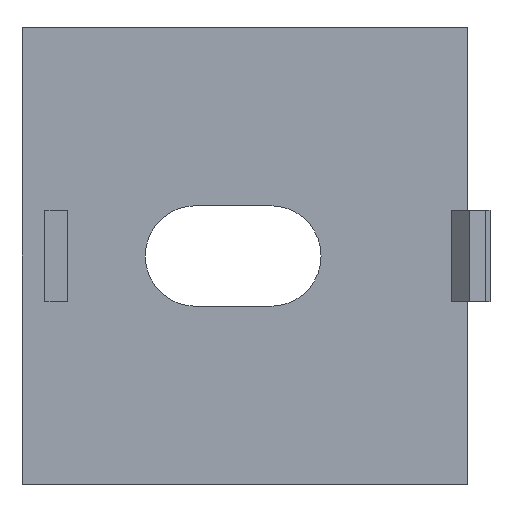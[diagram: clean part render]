
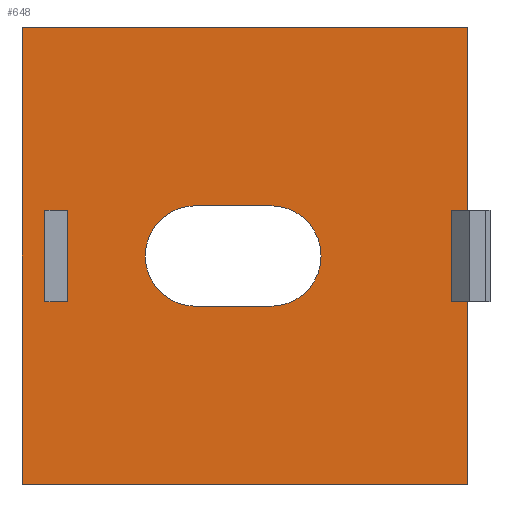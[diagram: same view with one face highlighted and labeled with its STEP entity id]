
A CAD part, left-side view. The second image highlights one B-rep face of the part: STEP entity #648.
In plain terms, the highlighted planar face has unit normal (-1, 0, 0).
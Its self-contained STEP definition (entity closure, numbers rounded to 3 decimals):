
#2 = DIRECTION ( 'NONE',  ( 0., 1., 0. ) ) ;
#21 = VECTOR ( 'NONE', #1062, 1000. ) ;
#47 = EDGE_LOOP ( 'NONE', ( #319, #903, #694, #520 ) ) ;
#50 = EDGE_CURVE ( 'NONE', #424, #392, #657, .T. ) ;
#61 = VERTEX_POINT ( 'NONE', #1079 ) ;
#73 = DIRECTION ( 'NONE',  ( 0., 0., -1. ) ) ;
#85 = AXIS2_PLACEMENT_3D ( 'NONE', #1156, #700, #525 ) ;
#86 = CARTESIAN_POINT ( 'NONE',  ( 0., 35., -16. ) ) ;
#87 = EDGE_CURVE ( 'NONE', #431, #759, #209, .T. ) ;
#94 = FACE_OUTER_BOUND ( 'NONE', #777, .T. ) ;
#99 = EDGE_CURVE ( 'NONE', #431, #413, #335, .T. ) ;
#105 = VECTOR ( 'NONE', #786, 1000. ) ;
#114 = VERTEX_POINT ( 'NONE', #690 ) ;
#128 = EDGE_CURVE ( 'NONE', #61, #653, #677, .T. ) ;
#138 = CARTESIAN_POINT ( 'NONE',  ( 0., 39., -37. ) ) ;
#141 = VECTOR ( 'NONE', #983, 1000. ) ;
#148 = VECTOR ( 'NONE', #340, 1000. ) ;
#163 = DIRECTION ( 'NONE',  ( 0., 0., 1. ) ) ;
#171 = VERTEX_POINT ( 'NONE', #788 ) ;
#185 = CARTESIAN_POINT ( 'NONE',  ( 0., 6., -16. ) ) ;
#191 = FACE_BOUND ( 'NONE', #47, .T. ) ;
#209 = LINE ( 'NONE', #606, #21 ) ;
#216 = EDGE_CURVE ( 'NONE', #1130, #424, #1139, .T. ) ;
#219 = CARTESIAN_POINT ( 'NONE',  ( 0., 23.8, -15.6 ) ) ;
#224 = CARTESIAN_POINT ( 'NONE',  ( 0., 17.2, -15.6 ) ) ;
#226 = CARTESIAN_POINT ( 'NONE',  ( 0., 37., -24. ) ) ;
#232 = VECTOR ( 'NONE', #2, 1000. ) ;
#251 = ORIENTED_EDGE ( 'NONE', *, *, #99, .T. ) ;
#263 = ORIENTED_EDGE ( 'NONE', *, *, #87, .F. ) ;
#267 = AXIS2_PLACEMENT_3D ( 'NONE', #588, #282, #549 ) ;
#268 = ORIENTED_EDGE ( 'NONE', *, *, #128, .F. ) ;
#275 = EDGE_LOOP ( 'NONE', ( #945, #600, #1080, #478, #1178 ) ) ;
#276 = DIRECTION ( 'NONE',  ( 1., 0., 0. ) ) ;
#279 = EDGE_CURVE ( 'NONE', #1162, #1059, #993, .T. ) ;
#282 = DIRECTION ( 'NONE',  ( 1., 0., 0. ) ) ;
#284 = VECTOR ( 'NONE', #707, 1000. ) ;
#303 = EDGE_CURVE ( 'NONE', #442, #61, #891, .T. ) ;
#319 = ORIENTED_EDGE ( 'NONE', *, *, #1093, .F. ) ;
#327 = LINE ( 'NONE', #138, #284 ) ;
#331 = VERTEX_POINT ( 'NONE', #624 ) ;
#335 = LINE ( 'NONE', #1160, #453 ) ;
#340 = DIRECTION ( 'NONE',  ( 0., 1., 0. ) ) ;
#346 = EDGE_CURVE ( 'NONE', #526, #171, #816, .T. ) ;
#353 = CARTESIAN_POINT ( 'NONE',  ( 0., 35., -24. ) ) ;
#392 = VERTEX_POINT ( 'NONE', #487 ) ;
#406 = EDGE_CURVE ( 'NONE', #1059, #882, #494, .T. ) ;
#413 = VERTEX_POINT ( 'NONE', #1047 ) ;
#416 = DIRECTION ( 'NONE',  ( 0., 1., 0. ) ) ;
#418 = DIRECTION ( 'NONE',  ( 0., 1., 0. ) ) ;
#424 = VERTEX_POINT ( 'NONE', #224 ) ;
#431 = VERTEX_POINT ( 'NONE', #769 ) ;
#432 = EDGE_CURVE ( 'NONE', #331, #114, #508, .T. ) ;
#439 = CARTESIAN_POINT ( 'NONE',  ( 0., 37., -16. ) ) ;
#442 = VERTEX_POINT ( 'NONE', #457 ) ;
#446 = LINE ( 'NONE', #1016, #548 ) ;
#452 = VECTOR ( 'NONE', #1015, 1000. ) ;
#453 = VECTOR ( 'NONE', #416, 1000. ) ;
#457 = CARTESIAN_POINT ( 'NONE',  ( 0., 0., -24. ) ) ;
#460 = PLANE ( 'NONE',  #1154 ) ;
#478 = ORIENTED_EDGE ( 'NONE', *, *, #432, .T. ) ;
#487 = CARTESIAN_POINT ( 'NONE',  ( 0., 17.2, -24.4 ) ) ;
#491 = VERTEX_POINT ( 'NONE', #439 ) ;
#494 = LINE ( 'NONE', #86, #452 ) ;
#501 = CARTESIAN_POINT ( 'NONE',  ( 0., 1.414, -24. ) ) ;
#505 = DIRECTION ( 'NONE',  ( 1., 0., 0. ) ) ;
#508 = CIRCLE ( 'NONE', #267, 4.4 ) ;
#520 = ORIENTED_EDGE ( 'NONE', *, *, #279, .F. ) ;
#525 = DIRECTION ( 'NONE',  ( 0., 1., 0. ) ) ;
#526 = VERTEX_POINT ( 'NONE', #501 ) ;
#529 = DIRECTION ( 'NONE',  ( 0., 0., -1. ) ) ;
#533 = VECTOR ( 'NONE', #1198, 1000. ) ;
#538 = DIRECTION ( 'NONE',  ( 0., 1., 0. ) ) ;
#548 = VECTOR ( 'NONE', #1119, 1000. ) ;
#549 = DIRECTION ( 'NONE',  ( 0., 1., 0. ) ) ;
#550 = EDGE_CURVE ( 'NONE', #392, #331, #806, .T. ) ;
#552 = FACE_BOUND ( 'NONE', #275, .T. ) ;
#577 = VECTOR ( 'NONE', #591, 1000. ) ;
#578 = ORIENTED_EDGE ( 'NONE', *, *, #303, .F. ) ;
#588 = CARTESIAN_POINT ( 'NONE',  ( 0., 23.8, -20. ) ) ;
#591 = DIRECTION ( 'NONE',  ( 0., -1., 0. ) ) ;
#600 = ORIENTED_EDGE ( 'NONE', *, *, #50, .T. ) ;
#606 = CARTESIAN_POINT ( 'NONE',  ( 0., 0., -37. ) ) ;
#608 = CARTESIAN_POINT ( 'NONE',  ( 0., 37., -16. ) ) ;
#617 = CARTESIAN_POINT ( 'NONE',  ( 0., 23.8, -20. ) ) ;
#624 = CARTESIAN_POINT ( 'NONE',  ( 0., 23.8, -24.4 ) ) ;
#648 = ADVANCED_FACE ( 'NONE', ( #94, #552, #191 ), #460, .F. ) ;
#653 = VERTEX_POINT ( 'NONE', #835 ) ;
#657 = CIRCLE ( 'NONE', #85, 4.4 ) ;
#662 = VECTOR ( 'NONE', #163, 1000. ) ;
#677 = LINE ( 'NONE', #1056, #148 ) ;
#678 = EDGE_CURVE ( 'NONE', #759, #171, #924, .T. ) ;
#690 = CARTESIAN_POINT ( 'NONE',  ( 0., 28.2, -20. ) ) ;
#694 = ORIENTED_EDGE ( 'NONE', *, *, #406, .F. ) ;
#700 = DIRECTION ( 'NONE',  ( 1., 0., 0. ) ) ;
#707 = DIRECTION ( 'NONE',  ( 0., 0., -1. ) ) ;
#729 = CARTESIAN_POINT ( 'NONE',  ( 0., 35., -24. ) ) ;
#737 = LINE ( 'NONE', #1105, #533 ) ;
#759 = VERTEX_POINT ( 'NONE', #1135 ) ;
#769 = CARTESIAN_POINT ( 'NONE',  ( 0., 0., 0. ) ) ;
#777 = EDGE_LOOP ( 'NONE', ( #578, #864, #1044, #1025, #263, #251, #1143, #268 ) ) ;
#778 = CARTESIAN_POINT ( 'NONE',  ( 0., 23.8, -15.6 ) ) ;
#786 = DIRECTION ( 'NONE',  ( 0., 1., 0. ) ) ;
#788 = CARTESIAN_POINT ( 'NONE',  ( 0., 1.414, -16. ) ) ;
#806 = LINE ( 'NONE', #986, #105 ) ;
#816 = LINE ( 'NONE', #1181, #662 ) ;
#835 = CARTESIAN_POINT ( 'NONE',  ( 0., 39., -40. ) ) ;
#836 = AXIS2_PLACEMENT_3D ( 'NONE', #617, #505, #418 ) ;
#864 = ORIENTED_EDGE ( 'NONE', *, *, #1006, .T. ) ;
#882 = VERTEX_POINT ( 'NONE', #998 ) ;
#891 = LINE ( 'NONE', #1187, #974 ) ;
#900 = EDGE_CURVE ( 'NONE', #882, #491, #1095, .T. ) ;
#903 = ORIENTED_EDGE ( 'NONE', *, *, #900, .F. ) ;
#920 = CARTESIAN_POINT ( 'NONE',  ( 0., 6., -37. ) ) ;
#924 = LINE ( 'NONE', #185, #232 ) ;
#945 = ORIENTED_EDGE ( 'NONE', *, *, #216, .T. ) ;
#974 = VECTOR ( 'NONE', #529, 1000. ) ;
#983 = DIRECTION ( 'NONE',  ( 0., -1., 0. ) ) ;
#986 = CARTESIAN_POINT ( 'NONE',  ( 0., 17.2, -24.4 ) ) ;
#989 = EDGE_CURVE ( 'NONE', #413, #653, #327, .T. ) ;
#993 = LINE ( 'NONE', #353, #141 ) ;
#998 = CARTESIAN_POINT ( 'NONE',  ( 0., 35., -16. ) ) ;
#1001 = EDGE_CURVE ( 'NONE', #114, #1130, #1048, .T. ) ;
#1006 = EDGE_CURVE ( 'NONE', #442, #526, #446, .T. ) ;
#1015 = DIRECTION ( 'NONE',  ( 0., 0., 1. ) ) ;
#1016 = CARTESIAN_POINT ( 'NONE',  ( 0., 6., -24. ) ) ;
#1025 = ORIENTED_EDGE ( 'NONE', *, *, #678, .F. ) ;
#1044 = ORIENTED_EDGE ( 'NONE', *, *, #346, .T. ) ;
#1047 = CARTESIAN_POINT ( 'NONE',  ( 0., 39., 0. ) ) ;
#1048 = CIRCLE ( 'NONE', #836, 4.4 ) ;
#1056 = CARTESIAN_POINT ( 'NONE',  ( 0., 39., -40. ) ) ;
#1059 = VERTEX_POINT ( 'NONE', #729 ) ;
#1062 = DIRECTION ( 'NONE',  ( 0., 0., -1. ) ) ;
#1079 = CARTESIAN_POINT ( 'NONE',  ( 0., 0., -40. ) ) ;
#1080 = ORIENTED_EDGE ( 'NONE', *, *, #550, .T. ) ;
#1093 = EDGE_CURVE ( 'NONE', #491, #1162, #737, .T. ) ;
#1095 = LINE ( 'NONE', #608, #1169 ) ;
#1105 = CARTESIAN_POINT ( 'NONE',  ( 0., 37., -24. ) ) ;
#1119 = DIRECTION ( 'NONE',  ( 0., 1., 0. ) ) ;
#1130 = VERTEX_POINT ( 'NONE', #778 ) ;
#1135 = CARTESIAN_POINT ( 'NONE',  ( 0., 0., -16. ) ) ;
#1139 = LINE ( 'NONE', #219, #577 ) ;
#1143 = ORIENTED_EDGE ( 'NONE', *, *, #989, .T. ) ;
#1154 = AXIS2_PLACEMENT_3D ( 'NONE', #920, #276, #73 ) ;
#1156 = CARTESIAN_POINT ( 'NONE',  ( 0., 17.2, -20. ) ) ;
#1160 = CARTESIAN_POINT ( 'NONE',  ( 0., 39., 0. ) ) ;
#1162 = VERTEX_POINT ( 'NONE', #226 ) ;
#1169 = VECTOR ( 'NONE', #538, 1000. ) ;
#1178 = ORIENTED_EDGE ( 'NONE', *, *, #1001, .T. ) ;
#1181 = CARTESIAN_POINT ( 'NONE',  ( 0., 1.414, -37. ) ) ;
#1187 = CARTESIAN_POINT ( 'NONE',  ( 0., 0., -37. ) ) ;
#1198 = DIRECTION ( 'NONE',  ( 0., 0., -1. ) ) ;
